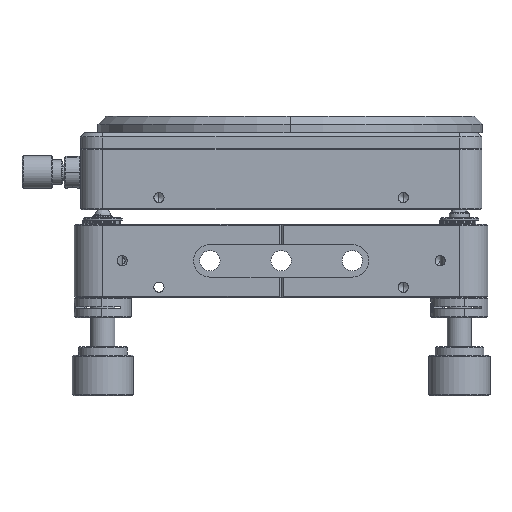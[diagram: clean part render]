
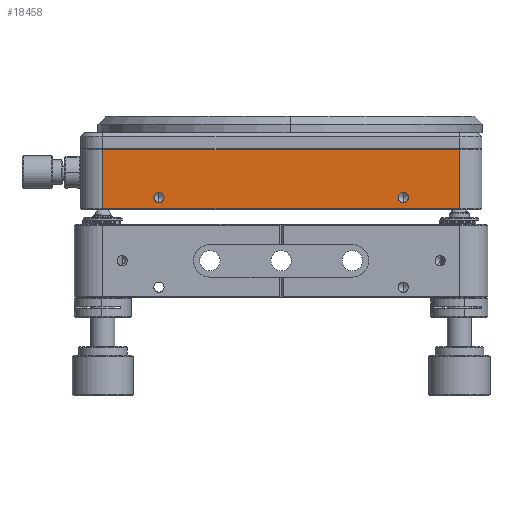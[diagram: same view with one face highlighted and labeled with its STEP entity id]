
A CAD part, front view. The second image highlights one B-rep face of the part: STEP entity #18458.
In plain terms, the highlighted planar face has unit normal (0, -1, 0).
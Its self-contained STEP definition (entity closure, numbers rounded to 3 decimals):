
#68 = VECTOR ( 'NONE', #110, 1000. ) ;
#110 = DIRECTION ( 'NONE',  ( 1., 0., 0. ) ) ;
#261 = ORIENTED_EDGE ( 'NONE', *, *, #19848, .T. ) ;
#823 = DIRECTION ( 'NONE',  ( 0., 1., 0. ) ) ;
#1925 = VERTEX_POINT ( 'NONE', #47804 ) ;
#3127 = CARTESIAN_POINT ( 'NONE',  ( 30., -49.3, 14.25 ) ) ;
#4065 = CARTESIAN_POINT ( 'NONE',  ( -30., -49.3, 15.5 ) ) ;
#4385 = EDGE_CURVE ( 'NONE', #47658, #43372, #12104, .T. ) ;
#5415 = VECTOR ( 'NONE', #6453, 1000. ) ;
#5530 = CARTESIAN_POINT ( 'NONE',  ( -30., -49.3, 14.25 ) ) ;
#6446 = AXIS2_PLACEMENT_3D ( 'NONE', #40024, #6813, #17956 ) ;
#6453 = DIRECTION ( 'NONE',  ( 0., 0., 1. ) ) ;
#6813 = DIRECTION ( 'NONE',  ( 0., 1., 0. ) ) ;
#7742 = DIRECTION ( 'NONE',  ( 0., 0., -1. ) ) ;
#7824 = ORIENTED_EDGE ( 'NONE', *, *, #38534, .T. ) ;
#8027 = DIRECTION ( 'NONE',  ( 0., 0., -1. ) ) ;
#8275 = CARTESIAN_POINT ( 'NONE',  ( -49.3, -49.3, 27.5 ) ) ;
#10215 = VERTEX_POINT ( 'NONE', #24235 ) ;
#11729 = CARTESIAN_POINT ( 'NONE',  ( 43.8, -49.3, 12.75 ) ) ;
#11826 = DIRECTION ( 'NONE',  ( 0., 1., 0. ) ) ;
#12104 = CIRCLE ( 'NONE', #33009, 1.25 ) ;
#14599 = VERTEX_POINT ( 'NONE', #3127 ) ;
#14811 = DIRECTION ( 'NONE',  ( 0., 0., 1. ) ) ;
#15340 = PLANE ( 'NONE',  #20453 ) ;
#15683 = EDGE_CURVE ( 'NONE', #47128, #14599, #32085, .T. ) ;
#16660 = VERTEX_POINT ( 'NONE', #11729 ) ;
#17641 = LINE ( 'NONE', #43766, #5415 ) ;
#17956 = DIRECTION ( 'NONE',  ( 0., 0., 1. ) ) ;
#17989 = VERTEX_POINT ( 'NONE', #40356 ) ;
#18458 = ADVANCED_FACE ( 'NONE', ( #45085, #41009, #37380 ), #15340, .F. ) ;
#19834 = ORIENTED_EDGE ( 'NONE', *, *, #43139, .F. ) ;
#19848 = EDGE_CURVE ( 'NONE', #43372, #47658, #42878, .T. ) ;
#20176 = ORIENTED_EDGE ( 'NONE', *, *, #35702, .F. ) ;
#20453 = AXIS2_PLACEMENT_3D ( 'NONE', #8275, #37159, #8027 ) ;
#21315 = EDGE_LOOP ( 'NONE', ( #7824, #19834, #20176, #27445 ) ) ;
#22763 = LINE ( 'NONE', #30263, #43959 ) ;
#22867 = DIRECTION ( 'NONE',  ( 0., 0., 1. ) ) ;
#23625 = ORIENTED_EDGE ( 'NONE', *, *, #4385, .T. ) ;
#24235 = CARTESIAN_POINT ( 'NONE',  ( -43.8, -49.3, 12.75 ) ) ;
#26012 = CARTESIAN_POINT ( 'NONE',  ( -49.3, -49.3, 12.75 ) ) ;
#26344 = CARTESIAN_POINT ( 'NONE',  ( -49.3, -49.3, 27.25 ) ) ;
#26997 = VECTOR ( 'NONE', #29505, 1000. ) ;
#27319 = CIRCLE ( 'NONE', #6446, 1.25 ) ;
#27384 = ORIENTED_EDGE ( 'NONE', *, *, #15683, .T. ) ;
#27445 = ORIENTED_EDGE ( 'NONE', *, *, #38093, .F. ) ;
#29505 = DIRECTION ( 'NONE',  ( 1., 0., 0. ) ) ;
#30263 = CARTESIAN_POINT ( 'NONE',  ( 43.8, -49.3, 27.5 ) ) ;
#30498 = EDGE_CURVE ( 'NONE', #14599, #47128, #27319, .T. ) ;
#32085 = CIRCLE ( 'NONE', #39837, 1.25 ) ;
#33009 = AXIS2_PLACEMENT_3D ( 'NONE', #4065, #11826, #33906 ) ;
#33455 = CARTESIAN_POINT ( 'NONE',  ( -30., -49.3, 15.5 ) ) ;
#33906 = DIRECTION ( 'NONE',  ( 0., 0., 1. ) ) ;
#34194 = EDGE_LOOP ( 'NONE', ( #23625, #261 ) ) ;
#35702 = EDGE_CURVE ( 'NONE', #1925, #17989, #40665, .T. ) ;
#36703 = ORIENTED_EDGE ( 'NONE', *, *, #30498, .T. ) ;
#37159 = DIRECTION ( 'NONE',  ( 0., 1., 0. ) ) ;
#37380 = FACE_BOUND ( 'NONE', #39828, .T. ) ;
#37667 = CARTESIAN_POINT ( 'NONE',  ( 30., -49.3, 15.5 ) ) ;
#38093 = EDGE_CURVE ( 'NONE', #10215, #1925, #17641, .T. ) ;
#38534 = EDGE_CURVE ( 'NONE', #10215, #16660, #40336, .T. ) ;
#39828 = EDGE_LOOP ( 'NONE', ( #27384, #36703 ) ) ;
#39837 = AXIS2_PLACEMENT_3D ( 'NONE', #37667, #823, #22867 ) ;
#40024 = CARTESIAN_POINT ( 'NONE',  ( 30., -49.3, 15.5 ) ) ;
#40336 = LINE ( 'NONE', #26012, #68 ) ;
#40356 = CARTESIAN_POINT ( 'NONE',  ( 43.8, -49.3, 27.25 ) ) ;
#40665 = LINE ( 'NONE', #26344, #26997 ) ;
#40875 = CARTESIAN_POINT ( 'NONE',  ( -30., -49.3, 16.75 ) ) ;
#41009 = FACE_BOUND ( 'NONE', #34194, .T. ) ;
#41431 = DIRECTION ( 'NONE',  ( 0., 1., 0. ) ) ;
#42397 = CARTESIAN_POINT ( 'NONE',  ( 30., -49.3, 16.75 ) ) ;
#42878 = CIRCLE ( 'NONE', #44441, 1.25 ) ;
#43139 = EDGE_CURVE ( 'NONE', #17989, #16660, #22763, .T. ) ;
#43372 = VERTEX_POINT ( 'NONE', #5530 ) ;
#43766 = CARTESIAN_POINT ( 'NONE',  ( -43.8, -49.3, 27.5 ) ) ;
#43959 = VECTOR ( 'NONE', #7742, 1000. ) ;
#44441 = AXIS2_PLACEMENT_3D ( 'NONE', #33455, #41431, #14811 ) ;
#45085 = FACE_OUTER_BOUND ( 'NONE', #21315, .T. ) ;
#47128 = VERTEX_POINT ( 'NONE', #42397 ) ;
#47658 = VERTEX_POINT ( 'NONE', #40875 ) ;
#47804 = CARTESIAN_POINT ( 'NONE',  ( -43.8, -49.3, 27.25 ) ) ;
